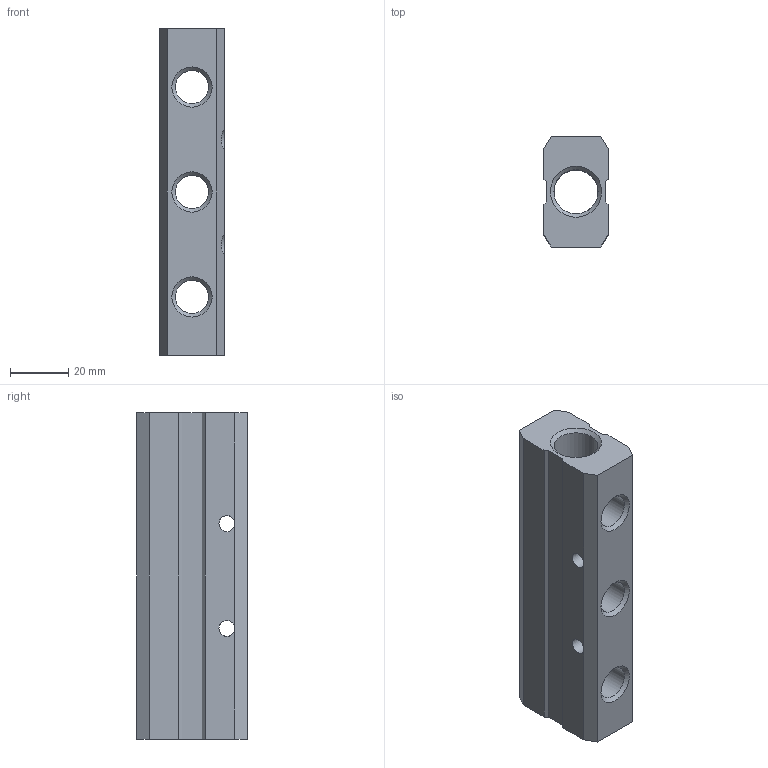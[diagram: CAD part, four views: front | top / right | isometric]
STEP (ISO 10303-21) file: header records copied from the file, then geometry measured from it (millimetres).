
FILE_DESCRIPTION (( 'STEP AP214' ), '1' );
FILE_NAME ('060480011BDA.STEP', '2018-05-21T12:01:09', ( '' ), ( '' ), 'SwSTEP 2.0', 'SolidWorks 2016', '' );
FILE_SCHEMA (( 'AUTOMOTIVE_DESIGN' ));
Length unit declared in the file: millimetre
Products named in the file (1): 060480011BDA
Bounding box: 22 x 38 x 112 mm (x, y, z)
Volume: 60342.9 mm3; surface area: 21352.8 mm2
Topology: 1 solids, 1 shells, 43 faces, 117 edges, 76 vertices
Faces by surface type: plane 22, cylinder 13, cone 8
Full cylindrical faces by diameter (mm): 5.5 x2, 8.8 x2, 11.4 x6, 15.099 x1, 15.1 x2
Entity records: 1860 total; most frequent: CARTESIAN_POINT 738, DIRECTION 196, ORIENTED_EDGE 180, EDGE_CURVE 90, EDGE_LOOP 82, AXIS2_PLACEMENT_3D 72, VERTEX_POINT 70, FACE_OUTER_BOUND 56
